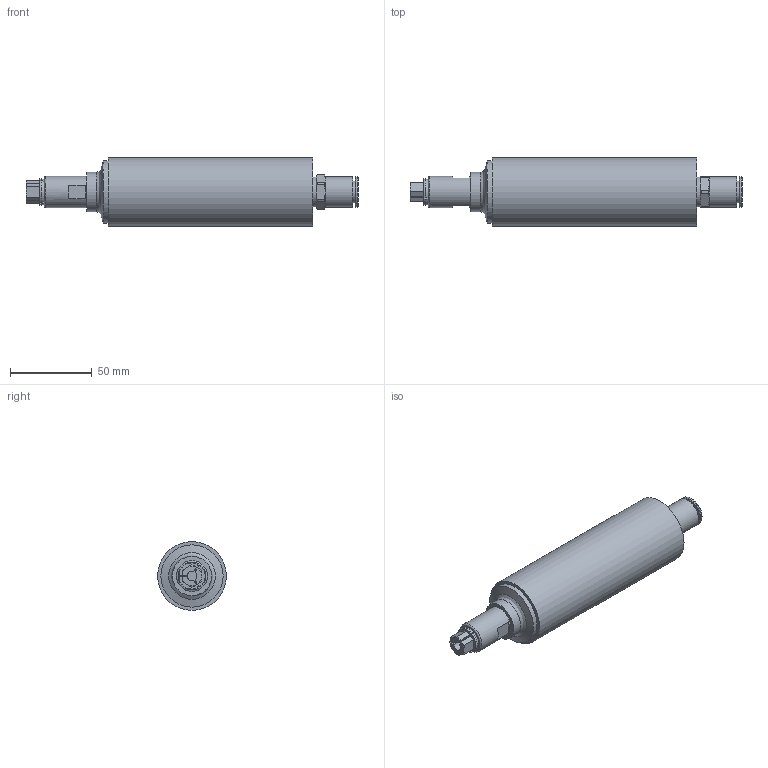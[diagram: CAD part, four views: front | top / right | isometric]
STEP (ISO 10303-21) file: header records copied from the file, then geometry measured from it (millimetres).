
FILE_DESCRIPTION((''),'2;1');
FILE_NAME('ES 200 ZG_60008317.stp','2009-03-03T12:59:15',('rmorof'),(''),'Autodesk Inventor 2008','Autodesk Inventor 2008','');
FILE_SCHEMA(('CONFIG_CONTROL_DESIGN'));
Length unit declared in the file: millimetre
Products named in the file (1): ES 200 ZG_60008317
Bounding box: 202.81 x 42 x 42 mm (x, y, z)
Volume: 192397.4 mm3; surface area: 29593.4 mm2
Topology: 1 solids, 3 shells, 138 faces, 327 edges, 212 vertices
Faces by surface type: plane 66, cylinder 34, cone 29, bspline 7, torus 2
Full cylindrical faces by diameter (mm): 8.5 x1, 12 x1, 13.2 x1, 15.5 x1, 15.8 x1, 18 x1, 18.5 x2, 19 x2, 19.5 x1, 24 x1, 36 x1, 36.1 x1, 38 x1, 42 x1
Entity records: 3980 total; most frequent: CARTESIAN_POINT 890, DIRECTION 601, ORIENTED_EDGE 564, EDGE_CURVE 282, AXIS2_PLACEMENT_3D 247, VERTEX_POINT 197, EDGE_LOOP 189, FACE_OUTER_BOUND 138
